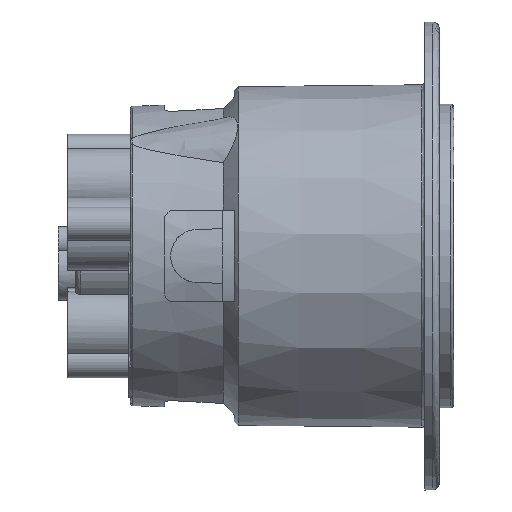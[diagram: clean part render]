
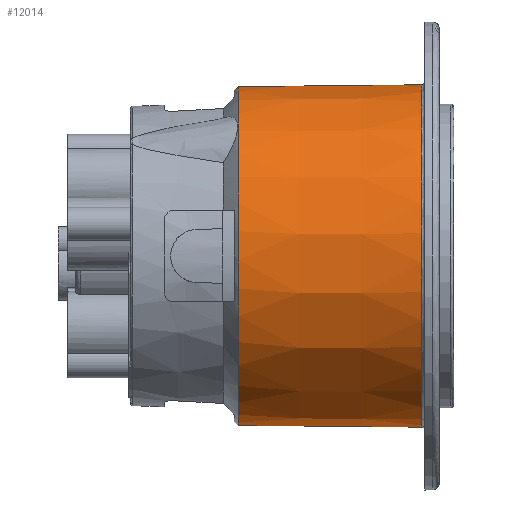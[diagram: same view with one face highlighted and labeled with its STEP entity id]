
A CAD part, front view. The second image highlights one B-rep face of the part: STEP entity #12014.
In plain terms, the highlighted conical face has half-angle 0.5 degrees and reference radius 27.901 mm.
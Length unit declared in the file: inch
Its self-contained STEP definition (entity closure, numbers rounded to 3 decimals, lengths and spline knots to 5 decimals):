
#3685 = DIRECTION ( 'NONE',  ( 0., 1., 0. ) ) ;
#5189 = DIRECTION ( 'NONE',  ( 0., -0.678, 0.736 ) ) ;
#6220 = CONICAL_SURFACE ( 'NONE', #7672, 1.09845, 0.009 ) ;
#7672 = AXIS2_PLACEMENT_3D ( 'NONE', #59870, #20033, #3685 ) ;
#9159 = ORIENTED_EDGE ( 'NONE', *, *, #55264, .F. ) ;
#10839 = EDGE_LOOP ( 'NONE', ( #29099 ) ) ;
#10908 = DIRECTION ( 'NONE',  ( 0., -0.678, 0.736 ) ) ;
#12014 = ADVANCED_FACE ( 'NONE', ( #41470, #47285 ), #6220, .T. ) ;
#17512 = AXIS2_PLACEMENT_3D ( 'NONE', #60700, #66492, #5189 ) ;
#20033 = DIRECTION ( 'NONE',  ( 1., 0., 0. ) ) ;
#22549 = VERTEX_POINT ( 'NONE', #49347 ) ;
#28354 = VERTEX_POINT ( 'NONE', #82924 ) ;
#29099 = ORIENTED_EDGE ( 'NONE', *, *, #85131, .F. ) ;
#34679 = CIRCLE ( 'NONE', #41866, 1.10883 ) ;
#41470 = FACE_BOUND ( 'NONE', #50492, .T. ) ;
#41866 = AXIS2_PLACEMENT_3D ( 'NONE', #64165, #43136, #10908 ) ;
#43136 = DIRECTION ( 'NONE',  ( 1., 0., 0. ) ) ;
#44674 = CIRCLE ( 'NONE', #17512, 1.09845 ) ;
#47285 = FACE_OUTER_BOUND ( 'NONE', #10839, .T. ) ;
#49347 = CARTESIAN_POINT ( 'NONE',  ( -1.39555, -0.74421, 0.80793 ) ) ;
#50492 = EDGE_LOOP ( 'NONE', ( #9159 ) ) ;
#55264 = EDGE_CURVE ( 'NONE', #22549, #22549, #44674, .T. ) ;
#59870 = CARTESIAN_POINT ( 'NONE',  ( -1.39555, 0., 0. ) ) ;
#60700 = CARTESIAN_POINT ( 'NONE',  ( -1.39555, 0., 0. ) ) ;
#64165 = CARTESIAN_POINT ( 'NONE',  ( -0.20683, 0., 0. ) ) ;
#66492 = DIRECTION ( 'NONE',  ( -1., 0., 0. ) ) ;
#82924 = CARTESIAN_POINT ( 'NONE',  ( -0.20683, -0.75124, 0.81556 ) ) ;
#85131 = EDGE_CURVE ( 'NONE', #28354, #28354, #34679, .T. ) ;
